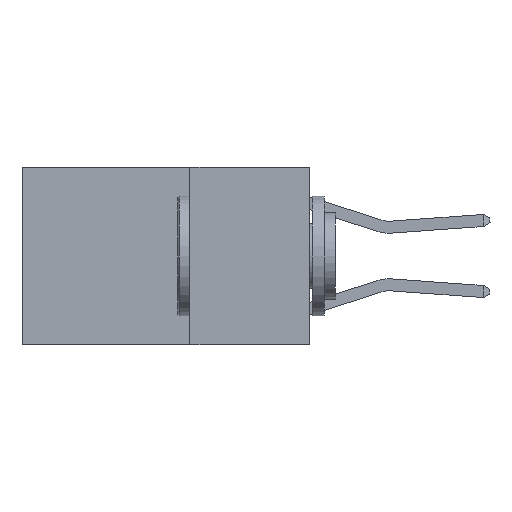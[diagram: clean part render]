
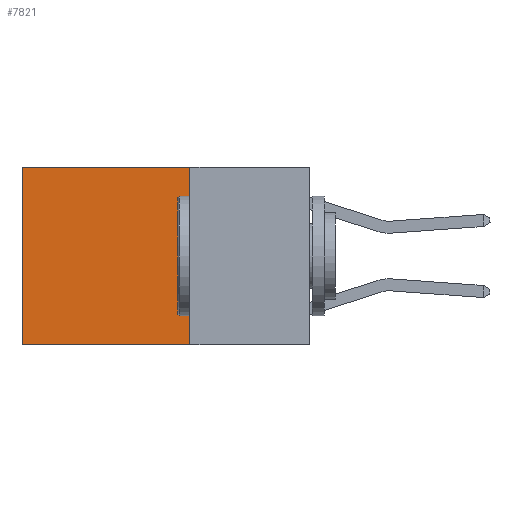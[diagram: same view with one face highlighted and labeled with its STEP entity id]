
A CAD part, left-side view. The second image highlights one B-rep face of the part: STEP entity #7821.
In plain terms, the highlighted planar face has unit normal (-1, 0, 0).
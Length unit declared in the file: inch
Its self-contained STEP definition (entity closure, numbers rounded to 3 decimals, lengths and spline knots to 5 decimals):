
#349 = EDGE_CURVE ( 'NONE', #6086, #7184, #737, .T. ) ;
#591 = VERTEX_POINT ( 'NONE', #741 ) ;
#737 = LINE ( 'NONE', #1938, #4885 ) ;
#741 = CARTESIAN_POINT ( 'NONE',  ( 0.2625, 0.6, -0.37 ) ) ;
#900 = DIRECTION ( 'NONE',  ( 0., 0., -1. ) ) ;
#936 = CARTESIAN_POINT ( 'NONE',  ( 0.2625, 0.6, 0. ) ) ;
#1048 = VERTEX_POINT ( 'NONE', #3913 ) ;
#1164 = CARTESIAN_POINT ( 'NONE',  ( 0.2625, 0.25, 0. ) ) ;
#1450 = CARTESIAN_POINT ( 'NONE',  ( 0.2625, 0.25, -0.37 ) ) ;
#1858 = EDGE_CURVE ( 'NONE', #7184, #591, #6164, .T. ) ;
#1931 = DIRECTION ( 'NONE',  ( 0., 0., -1. ) ) ;
#1938 = CARTESIAN_POINT ( 'NONE',  ( 0.2625, 0.25, 0. ) ) ;
#1987 = EDGE_CURVE ( 'NONE', #6086, #1048, #8320, .T. ) ;
#2352 = EDGE_CURVE ( 'NONE', #1048, #591, #8314, .T. ) ;
#2439 = ORIENTED_EDGE ( 'NONE', *, *, #2352, .T. ) ;
#2509 = VECTOR ( 'NONE', #5143, 39.37008 ) ;
#2769 = ORIENTED_EDGE ( 'NONE', *, *, #1987, .T. ) ;
#2816 = AXIS2_PLACEMENT_3D ( 'NONE', #1164, #6428, #1931 ) ;
#3913 = CARTESIAN_POINT ( 'NONE',  ( 0.2625, 0.6, 0. ) ) ;
#4251 = PLANE ( 'NONE',  #2816 ) ;
#4804 = CARTESIAN_POINT ( 'NONE',  ( 0.2625, 0.25, 0. ) ) ;
#4885 = VECTOR ( 'NONE', #5627, 39.37008 ) ;
#5143 = DIRECTION ( 'NONE',  ( 0., 1., 0. ) ) ;
#5421 = CARTESIAN_POINT ( 'NONE',  ( 0.2625, 0.25, 0. ) ) ;
#5627 = DIRECTION ( 'NONE',  ( 0., 0., -1. ) ) ;
#6086 = VERTEX_POINT ( 'NONE', #4804 ) ;
#6164 = LINE ( 'NONE', #1450, #7804 ) ;
#6375 = CARTESIAN_POINT ( 'NONE',  ( 0.2625, 0.25, -0.37 ) ) ;
#6387 = EDGE_LOOP ( 'NONE', ( #2439, #6459, #8960, #2769 ) ) ;
#6428 = DIRECTION ( 'NONE',  ( 1., 0., 0. ) ) ;
#6459 = ORIENTED_EDGE ( 'NONE', *, *, #1858, .F. ) ;
#7137 = FACE_OUTER_BOUND ( 'NONE', #6387, .T. ) ;
#7184 = VERTEX_POINT ( 'NONE', #6375 ) ;
#7804 = VECTOR ( 'NONE', #9413, 39.37008 ) ;
#7821 = ADVANCED_FACE ( 'NONE', ( #7137 ), #4251, .F. ) ;
#8094 = VECTOR ( 'NONE', #900, 39.37008 ) ;
#8314 = LINE ( 'NONE', #936, #8094 ) ;
#8320 = LINE ( 'NONE', #5421, #2509 ) ;
#8960 = ORIENTED_EDGE ( 'NONE', *, *, #349, .F. ) ;
#9413 = DIRECTION ( 'NONE',  ( 0., 1., 0. ) ) ;
